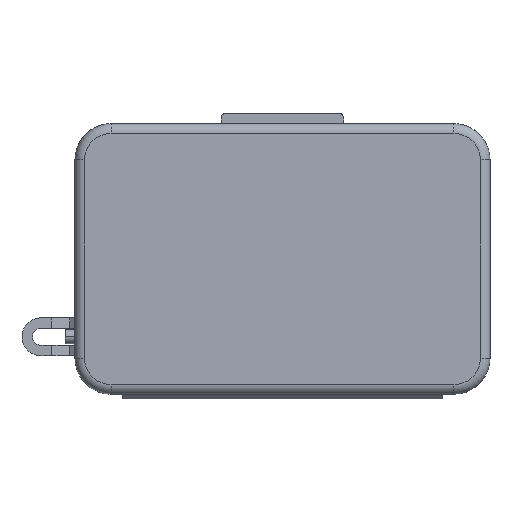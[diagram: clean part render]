
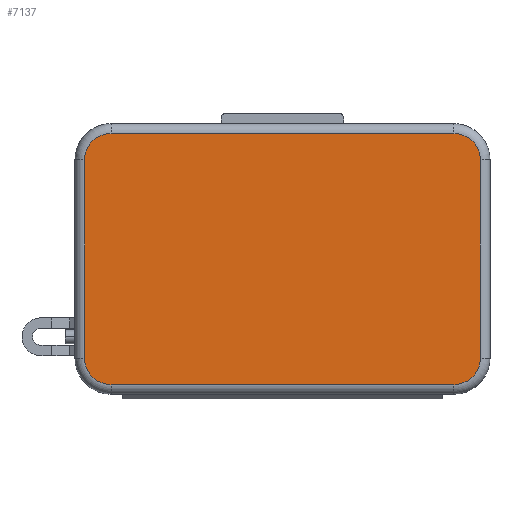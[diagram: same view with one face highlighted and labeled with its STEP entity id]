
A CAD part, front view. The second image highlights one B-rep face of the part: STEP entity #7137.
In plain terms, the highlighted planar face has unit normal (0, -1, 0).
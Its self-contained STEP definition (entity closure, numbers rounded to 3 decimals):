
#156 = DIRECTION ( 'NONE',  ( 1., 0., 0. ) ) ;
#175 = CARTESIAN_POINT ( 'NONE',  ( 41.1, 0., -20.575 ) ) ;
#313 = CARTESIAN_POINT ( 'NONE',  ( -41.1, 0., -28.075 ) ) ;
#361 = CIRCLE ( 'NONE', #5792, 5.5 ) ;
#513 = VECTOR ( 'NONE', #5769, 1000. ) ;
#628 = EDGE_CURVE ( 'NONE', #3139, #6137, #2058, .T. ) ;
#672 = DIRECTION ( 'NONE',  ( 0., 0., -1. ) ) ;
#675 = ORIENTED_EDGE ( 'NONE', *, *, #1014, .T. ) ;
#808 = CARTESIAN_POINT ( 'NONE',  ( 41.1, 0., 28.075 ) ) ;
#1011 = ORIENTED_EDGE ( 'NONE', *, *, #7763, .F. ) ;
#1014 = EDGE_CURVE ( 'NONE', #5505, #6417, #5644, .T. ) ;
#1075 = VERTEX_POINT ( 'NONE', #3898 ) ;
#1122 = EDGE_CURVE ( 'NONE', #4486, #2928, #3303, .T. ) ;
#1349 = CARTESIAN_POINT ( 'NONE',  ( -41.1, 0., -20.575 ) ) ;
#1354 = CARTESIAN_POINT ( 'NONE',  ( 35.6, 0., -26.075 ) ) ;
#1488 = LINE ( 'NONE', #6247, #7662 ) ;
#1531 = CIRCLE ( 'NONE', #6083, 5.5 ) ;
#1758 = AXIS2_PLACEMENT_3D ( 'NONE', #6098, #3071, #1936 ) ;
#1827 = DIRECTION ( 'NONE',  ( 0., 0., -1. ) ) ;
#1854 = VECTOR ( 'NONE', #2040, 1000. ) ;
#1861 = ORIENTED_EDGE ( 'NONE', *, *, #1122, .T. ) ;
#1884 = CIRCLE ( 'NONE', #6312, 5.5 ) ;
#1936 = DIRECTION ( 'NONE',  ( 0., 0., -1. ) ) ;
#2017 = EDGE_CURVE ( 'NONE', #3139, #6417, #1531, .T. ) ;
#2040 = DIRECTION ( 'NONE',  ( 0., 0., 1. ) ) ;
#2058 = LINE ( 'NONE', #5112, #3998 ) ;
#2129 = AXIS2_PLACEMENT_3D ( 'NONE', #4200, #6662, #1827 ) ;
#2375 = CARTESIAN_POINT ( 'NONE',  ( 35.6, 0., 20.575 ) ) ;
#2399 = DIRECTION ( 'NONE',  ( 0., 0., -1. ) ) ;
#2928 = VERTEX_POINT ( 'NONE', #1349 ) ;
#2981 = CARTESIAN_POINT ( 'NONE',  ( -35.6, 0., 26.075 ) ) ;
#2993 = DIRECTION ( 'NONE',  ( 0., 0., -1. ) ) ;
#3000 = ORIENTED_EDGE ( 'NONE', *, *, #4617, .T. ) ;
#3071 = DIRECTION ( 'NONE',  ( 0., 1., 0. ) ) ;
#3139 = VERTEX_POINT ( 'NONE', #3626 ) ;
#3237 = DIRECTION ( 'NONE',  ( -1., 0., 0. ) ) ;
#3303 = LINE ( 'NONE', #313, #513 ) ;
#3626 = CARTESIAN_POINT ( 'NONE',  ( 35.6, 0., 26.075 ) ) ;
#3898 = CARTESIAN_POINT ( 'NONE',  ( -35.6, 0., -26.075 ) ) ;
#3998 = VECTOR ( 'NONE', #3237, 1000. ) ;
#4200 = CARTESIAN_POINT ( 'NONE',  ( 0., 0., 0. ) ) ;
#4330 = DIRECTION ( 'NONE',  ( 0., 1., 0. ) ) ;
#4486 = VERTEX_POINT ( 'NONE', #6168 ) ;
#4617 = EDGE_CURVE ( 'NONE', #1075, #5441, #1488, .T. ) ;
#4932 = ORIENTED_EDGE ( 'NONE', *, *, #7722, .F. ) ;
#5012 = EDGE_LOOP ( 'NONE', ( #4932, #1861, #5544, #3000, #1011, #675, #6533, #5200 ) ) ;
#5112 = CARTESIAN_POINT ( 'NONE',  ( -43.1, 0., 26.075 ) ) ;
#5200 = ORIENTED_EDGE ( 'NONE', *, *, #628, .T. ) ;
#5441 = VERTEX_POINT ( 'NONE', #1354 ) ;
#5505 = VERTEX_POINT ( 'NONE', #175 ) ;
#5537 = CARTESIAN_POINT ( 'NONE',  ( 35.6, 0., -20.575 ) ) ;
#5544 = ORIENTED_EDGE ( 'NONE', *, *, #6119, .F. ) ;
#5644 = LINE ( 'NONE', #808, #1854 ) ;
#5769 = DIRECTION ( 'NONE',  ( 0., 0., -1. ) ) ;
#5792 = AXIS2_PLACEMENT_3D ( 'NONE', #6752, #4330, #2399 ) ;
#5803 = CARTESIAN_POINT ( 'NONE',  ( 41.1, 0., 20.575 ) ) ;
#5917 = PLANE ( 'NONE',  #2129 ) ;
#6017 = DIRECTION ( 'NONE',  ( 0., 1., 0. ) ) ;
#6083 = AXIS2_PLACEMENT_3D ( 'NONE', #2375, #6017, #2993 ) ;
#6098 = CARTESIAN_POINT ( 'NONE',  ( -35.6, 0., 20.575 ) ) ;
#6119 = EDGE_CURVE ( 'NONE', #1075, #2928, #361, .T. ) ;
#6137 = VERTEX_POINT ( 'NONE', #2981 ) ;
#6168 = CARTESIAN_POINT ( 'NONE',  ( -41.1, 0., 20.575 ) ) ;
#6247 = CARTESIAN_POINT ( 'NONE',  ( 43.1, 0., -26.075 ) ) ;
#6312 = AXIS2_PLACEMENT_3D ( 'NONE', #5537, #6807, #672 ) ;
#6417 = VERTEX_POINT ( 'NONE', #5803 ) ;
#6439 = CIRCLE ( 'NONE', #1758, 5.5 ) ;
#6533 = ORIENTED_EDGE ( 'NONE', *, *, #2017, .F. ) ;
#6589 = FACE_OUTER_BOUND ( 'NONE', #5012, .T. ) ;
#6662 = DIRECTION ( 'NONE',  ( 0., -1., 0. ) ) ;
#6752 = CARTESIAN_POINT ( 'NONE',  ( -35.6, 0., -20.575 ) ) ;
#6807 = DIRECTION ( 'NONE',  ( 0., 1., 0. ) ) ;
#7137 = ADVANCED_FACE ( 'NONE', ( #6589 ), #5917, .T. ) ;
#7662 = VECTOR ( 'NONE', #156, 1000. ) ;
#7722 = EDGE_CURVE ( 'NONE', #4486, #6137, #6439, .T. ) ;
#7763 = EDGE_CURVE ( 'NONE', #5505, #5441, #1884, .T. ) ;
